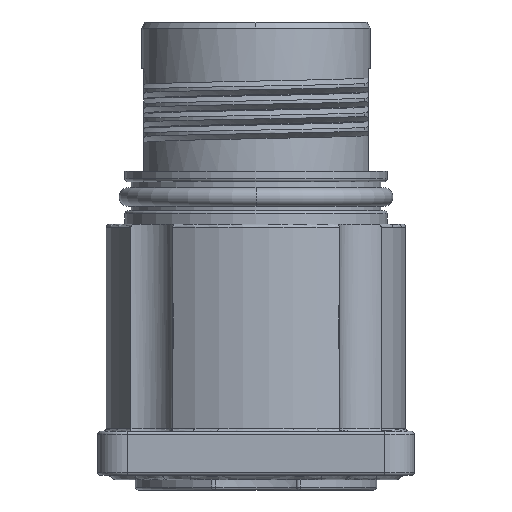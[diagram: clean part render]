
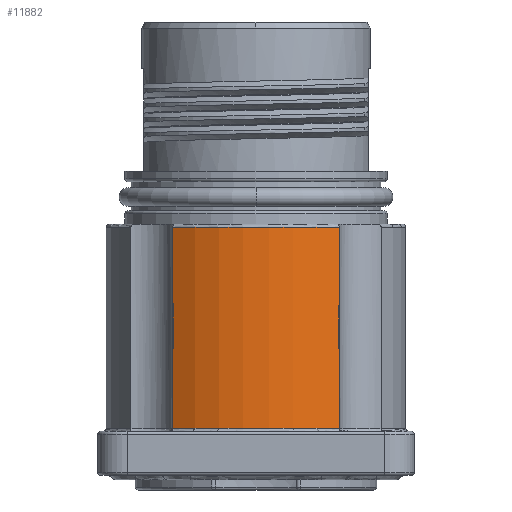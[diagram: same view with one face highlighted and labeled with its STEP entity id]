
A CAD part, front view. The second image highlights one B-rep face of the part: STEP entity #11882.
In plain terms, the highlighted cylindrical face has radius 10.25 mm (diameter 20.5 mm), a partial arc.
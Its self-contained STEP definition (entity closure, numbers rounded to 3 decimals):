
#229=CARTESIAN_POINT('',(0.,0.,3.2));
#230=DIRECTION('',(0.,0.,-1.));
#231=DIRECTION('',(0.553,-0.833,0.));
#232=AXIS2_PLACEMENT_3D('',#229,#230,#231);
#234=DIRECTION('',(0.,0.,-1.));
#235=VECTOR('',#234,13.75);
#236=CARTESIAN_POINT('',(-5.667,-8.541,16.95));
#237=LINE('',#236,#235);
#238=CARTESIAN_POINT('',(0.,0.,16.95));
#239=DIRECTION('',(0.,0.,-1.));
#240=DIRECTION('',(0.553,-0.833,0.));
#241=AXIS2_PLACEMENT_3D('',#238,#239,#240);
#243=DIRECTION('',(0.,0.,1.));
#244=VECTOR('',#243,13.75);
#245=CARTESIAN_POINT('',(5.667,-8.541,3.2));
#246=LINE('',#245,#244);
#284=CARTESIAN_POINT('',(5.667,-8.541,16.95));
#9741=VERTEX_POINT('',#284);
#9742=CARTESIAN_POINT('',(-5.667,-8.541,16.95));
#9743=VERTEX_POINT('',#9742);
#9815=CARTESIAN_POINT('',(5.667,-8.541,3.2));
#9816=CARTESIAN_POINT('',(-5.667,-8.541,3.2));
#9817=VERTEX_POINT('',#9815);
#9818=VERTEX_POINT('',#9816);
#11868=CARTESIAN_POINT('',(0.,0.,17.15));
#11869=DIRECTION('',(0.,0.,1.));
#11870=DIRECTION('',(1.,0.,0.));
#11871=AXIS2_PLACEMENT_3D('',#11868,#11869,#11870);
#11872=CYLINDRICAL_SURFACE('',#11871,10.25);
#11874=ORIENTED_EDGE('',*,*,#11873,.T.);
#11875=ORIENTED_EDGE('',*,*,#11855,.F.);
#11877=ORIENTED_EDGE('',*,*,#11876,.F.);
#11879=ORIENTED_EDGE('',*,*,#11878,.F.);
#11880=EDGE_LOOP('',(#11874,#11875,#11877,#11879));
#11881=FACE_OUTER_BOUND('',#11880,.F.);
#233=CIRCLE('',#232,10.25);
#242=CIRCLE('',#241,10.25);
#11855=EDGE_CURVE('',#9743,#9818,#237,.T.);
#11873=EDGE_CURVE('',#9817,#9818,#233,.T.);
#11876=EDGE_CURVE('',#9741,#9743,#242,.T.);
#11878=EDGE_CURVE('',#9817,#9741,#246,.T.);
#11882=ADVANCED_FACE('',(#11881),#11872,.T.);
